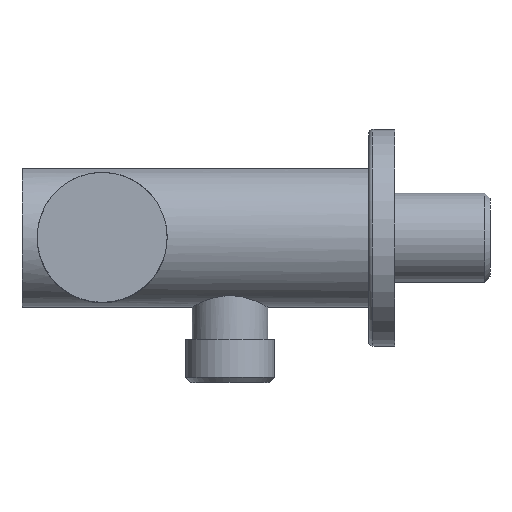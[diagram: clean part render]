
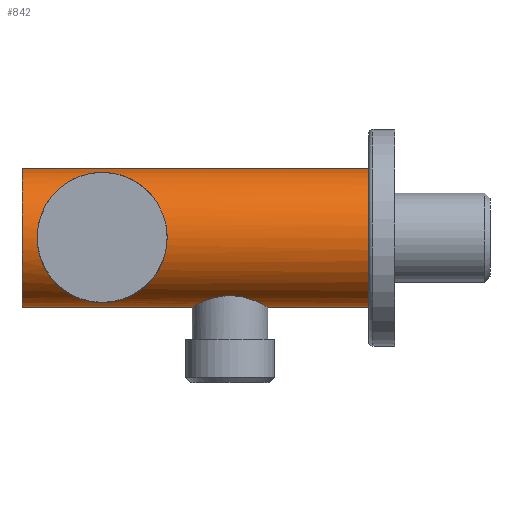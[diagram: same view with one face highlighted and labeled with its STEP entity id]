
A CAD part, top view. The second image highlights one B-rep face of the part: STEP entity #842.
In plain terms, the highlighted cylindrical face has radius 16 mm (diameter 32 mm), a partial arc.
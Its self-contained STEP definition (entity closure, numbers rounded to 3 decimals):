
#353=CARTESIAN_POINT('',(-76.5,0.,16.));
#354=CARTESIAN_POINT('',(-76.5,0.593,16.));
#355=CARTESIAN_POINT('',(-76.432,1.837,15.936));
#356=CARTESIAN_POINT('',(-76.032,3.92,15.562));
#357=CARTESIAN_POINT('',(-75.319,5.97,14.897));
#358=CARTESIAN_POINT('',(-74.298,7.924,13.955));
#359=CARTESIAN_POINT('',(-73.043,9.655,12.812));
#360=CARTESIAN_POINT('',(-71.612,11.139,11.537));
#361=CARTESIAN_POINT('',(-70.1,12.335,10.234));
#362=CARTESIAN_POINT('',(-68.616,13.238,9.021));
#363=CARTESIAN_POINT('',(-67.211,13.896,7.957));
#364=CARTESIAN_POINT('',(-65.875,14.37,7.055));
#365=CARTESIAN_POINT('',(-64.565,14.703,6.322));
#366=CARTESIAN_POINT('',(-63.312,14.906,5.818));
#367=CARTESIAN_POINT('',(-62.154,15.,5.567));
#368=CARTESIAN_POINT('',(-60.99,15.007,5.549));
#369=CARTESIAN_POINT('',(-59.769,14.917,5.79));
#370=CARTESIAN_POINT('',(-58.495,14.716,6.292));
#371=CARTESIAN_POINT('',(-57.176,14.385,7.024));
#372=CARTESIAN_POINT('',(-55.84,13.917,7.92));
#373=CARTESIAN_POINT('',(-54.411,13.254,8.999));
#374=CARTESIAN_POINT('',(-52.912,12.344,10.224));
#375=CARTESIAN_POINT('',(-51.393,11.145,11.531));
#376=CARTESIAN_POINT('',(-49.96,9.659,12.809));
#377=CARTESIAN_POINT('',(-48.705,7.929,13.951));
#378=CARTESIAN_POINT('',(-47.685,5.98,14.893));
#379=CARTESIAN_POINT('',(-46.971,3.932,15.559));
#380=CARTESIAN_POINT('',(-46.569,1.847,15.936));
#381=CARTESIAN_POINT('',(-46.5,0.597,16.));
#382=CARTESIAN_POINT('',(-46.5,0.,16.));
#384=CARTESIAN_POINT('',(-46.5,0.,16.));
#385=CARTESIAN_POINT('',(-46.5,-0.593,16.));
#386=CARTESIAN_POINT('',(-46.568,-1.838,15.936));
#387=CARTESIAN_POINT('',(-46.968,-3.92,15.562));
#388=CARTESIAN_POINT('',(-47.681,-5.969,14.897));
#389=CARTESIAN_POINT('',(-48.701,-7.923,13.955));
#390=CARTESIAN_POINT('',(-49.956,-9.654,12.812));
#391=CARTESIAN_POINT('',(-51.388,-11.139,11.537));
#392=CARTESIAN_POINT('',(-52.9,-12.335,10.234));
#393=CARTESIAN_POINT('',(-54.384,-13.239,9.021));
#394=CARTESIAN_POINT('',(-55.789,-13.896,7.957));
#395=CARTESIAN_POINT('',(-57.125,-14.37,7.056));
#396=CARTESIAN_POINT('',(-58.435,-14.703,6.322));
#397=CARTESIAN_POINT('',(-59.688,-14.906,5.818));
#398=CARTESIAN_POINT('',(-60.846,-15.,5.567));
#399=CARTESIAN_POINT('',(-62.01,-15.007,5.549));
#400=CARTESIAN_POINT('',(-63.231,-14.917,5.79));
#401=CARTESIAN_POINT('',(-64.505,-14.716,6.292));
#402=CARTESIAN_POINT('',(-65.824,-14.385,7.024));
#403=CARTESIAN_POINT('',(-67.16,-13.917,7.92));
#404=CARTESIAN_POINT('',(-68.589,-13.254,8.999));
#405=CARTESIAN_POINT('',(-70.088,-12.345,10.224));
#406=CARTESIAN_POINT('',(-71.607,-11.145,11.532));
#407=CARTESIAN_POINT('',(-73.041,-9.658,12.809));
#408=CARTESIAN_POINT('',(-74.295,-7.928,13.952));
#409=CARTESIAN_POINT('',(-75.315,-5.979,14.893));
#410=CARTESIAN_POINT('',(-76.029,-3.932,15.559));
#411=CARTESIAN_POINT('',(-76.431,-1.848,15.935));
#412=CARTESIAN_POINT('',(-76.5,-0.597,16.));
#413=CARTESIAN_POINT('',(-76.5,0.,16.));
#415=CARTESIAN_POINT('',(-36.,-16.,0.));
#416=CARTESIAN_POINT('',(-36.,-16.,0.263));
#417=CARTESIAN_POINT('',(-35.949,-15.987,
0.779));
#418=CARTESIAN_POINT('',(-35.722,-15.932,1.533));
#419=CARTESIAN_POINT('',(-35.355,-15.849,2.223));
#420=CARTESIAN_POINT('',(-34.864,-15.751,2.828));
#421=CARTESIAN_POINT('',(-34.265,-15.652,3.328));
#422=CARTESIAN_POINT('',(-33.577,-15.566,3.704));
#423=CARTESIAN_POINT('',(-32.818,-15.507,3.942));
#424=CARTESIAN_POINT('',(-32.024,-15.485,4.026));
#425=CARTESIAN_POINT('',(-31.231,-15.504,3.952));
#426=CARTESIAN_POINT('',(-30.47,-15.562,3.724));
#427=CARTESIAN_POINT('',(-29.772,-15.647,3.353));
#428=CARTESIAN_POINT('',(-29.16,-15.747,2.853));
#429=CARTESIAN_POINT('',(-28.658,-15.846,2.245));
#430=CARTESIAN_POINT('',(-28.284,-15.931,1.549));
#431=CARTESIAN_POINT('',(-28.052,-15.987,
0.788));
#432=CARTESIAN_POINT('',(-28.,-16.,0.266));
#433=CARTESIAN_POINT('',(-28.,-16.,0.));
#435=CARTESIAN_POINT('',(0.,0.,0.));
#436=DIRECTION('',(1.,0.,0.));
#437=DIRECTION('',(0.,1.,0.));
#438=AXIS2_PLACEMENT_3D('',#435,#436,#437);
#470=DIRECTION('',(-1.,0.,0.));
#471=VECTOR('',#470,28.);
#472=CARTESIAN_POINT('',(0.,-16.,0.));
#473=LINE('',#472,#471);
#479=DIRECTION('',(-1.,0.,0.));
#480=VECTOR('',#479,80.);
#481=CARTESIAN_POINT('',(0.,16.,0.));
#482=LINE('',#481,#480);
#483=DIRECTION('',(-1.,0.,0.));
#484=VECTOR('',#483,44.);
#485=CARTESIAN_POINT('',(-36.,-16.,0.));
#486=LINE('',#485,#484);
#492=CARTESIAN_POINT('',(-80.,0.,0.));
#493=DIRECTION('',(1.,0.,0.));
#494=DIRECTION('',(0.,1.,0.));
#495=AXIS2_PLACEMENT_3D('',#492,#493,#494);
#501=CARTESIAN_POINT('',(0.,16.,0.));
#502=CARTESIAN_POINT('',(-80.,16.,0.));
#503=VERTEX_POINT('',#501);
#504=VERTEX_POINT('',#502);
#515=CARTESIAN_POINT('',(0.,-16.,0.));
#516=VERTEX_POINT('',#515);
#517=CARTESIAN_POINT('',(-80.,-16.,0.));
#518=VERTEX_POINT('',#517);
#538=VERTEX_POINT('',#353);
#539=VERTEX_POINT('',#382);
#552=VERTEX_POINT('',#415);
#553=VERTEX_POINT('',#433);
#820=CARTESIAN_POINT('',(-84.,0.,0.));
#821=DIRECTION('',(1.,0.,0.));
#822=DIRECTION('',(0.,-1.,0.));
#823=AXIS2_PLACEMENT_3D('',#820,#821,#822);
#824=CYLINDRICAL_SURFACE('',#823,16.);
#825=ORIENTED_EDGE('',*,*,#668,.F.);
#827=ORIENTED_EDGE('',*,*,#826,.T.);
#829=ORIENTED_EDGE('',*,*,#828,.F.);
#831=ORIENTED_EDGE('',*,*,#830,.F.);
#832=ORIENTED_EDGE('',*,*,#809,.T.);
#834=ORIENTED_EDGE('',*,*,#833,.T.);
#835=EDGE_LOOP('',(#825,#827,#829,#831,#832,#834));
#836=FACE_OUTER_BOUND('',#835,.F.);
#838=ORIENTED_EDGE('',*,*,#837,.F.);
#839=ORIENTED_EDGE('',*,*,#624,.F.);
#840=EDGE_LOOP('',(#838,#839));
#841=FACE_BOUND('',#840,.F.);
#383=B_SPLINE_CURVE_WITH_KNOTS('',3,(#353,#354,#355,#356,#357,#358,#359,#360,
#361,#362,#363,#364,#365,#366,#367,#368,#369,#370,#371,#372,#373,#374,#375,#376,
#377,#378,#379,#380,#381,#382),.UNSPECIFIED.,.F.,.F.,(4,1,1,1,1,1,1,1,1,1,1,1,1,
1,1,1,1,1,1,1,1,1,1,1,1,1,1,4),(0.,0.037,0.074,
0.111,0.148,0.185,0.222,
0.259,0.296,0.333,0.37,
0.407,0.444,0.481,0.519,
0.556,0.593,0.63,0.667,
0.704,0.741,0.778,0.815,
0.852,0.889,0.926,0.963,1.),
.UNSPECIFIED.);
#414=B_SPLINE_CURVE_WITH_KNOTS('',3,(#384,#385,#386,#387,#388,#389,#390,#391,
#392,#393,#394,#395,#396,#397,#398,#399,#400,#401,#402,#403,#404,#405,#406,#407,
#408,#409,#410,#411,#412,#413),.UNSPECIFIED.,.F.,.F.,(4,1,1,1,1,1,1,1,1,1,1,1,1,
1,1,1,1,1,1,1,1,1,1,1,1,1,1,4),(0.,0.037,0.074,
0.111,0.148,0.185,0.222,
0.259,0.296,0.333,0.37,
0.407,0.444,0.481,0.519,
0.556,0.593,0.63,0.667,
0.704,0.741,0.778,0.815,
0.852,0.889,0.926,0.963,1.),
.UNSPECIFIED.);
#434=B_SPLINE_CURVE_WITH_KNOTS('',3,(#415,#416,#417,#418,#419,#420,#421,#422,
#423,#424,#425,#426,#427,#428,#429,#430,#431,#432,#433),.UNSPECIFIED.,.F.,.F.,
(4,1,1,1,1,1,1,1,1,1,1,1,1,1,1,1,4),(0.,0.063,0.125,0.188,0.25,
0.313,0.375,0.438,0.5,0.563,0.625,0.688,0.75,0.813,
0.875,0.938,1.),.UNSPECIFIED.);
#439=CIRCLE('',#438,16.);
#496=CIRCLE('',#495,16.);
#624=EDGE_CURVE('',#539,#538,#414,.T.);
#668=EDGE_CURVE('',#552,#553,#434,.T.);
#809=EDGE_CURVE('',#503,#516,#439,.T.);
#826=EDGE_CURVE('',#552,#518,#486,.T.);
#828=EDGE_CURVE('',#504,#518,#496,.T.);
#830=EDGE_CURVE('',#503,#504,#482,.T.);
#833=EDGE_CURVE('',#516,#553,#473,.T.);
#837=EDGE_CURVE('',#538,#539,#383,.T.);
#842=ADVANCED_FACE('',(#836,#841),#824,.T.);
